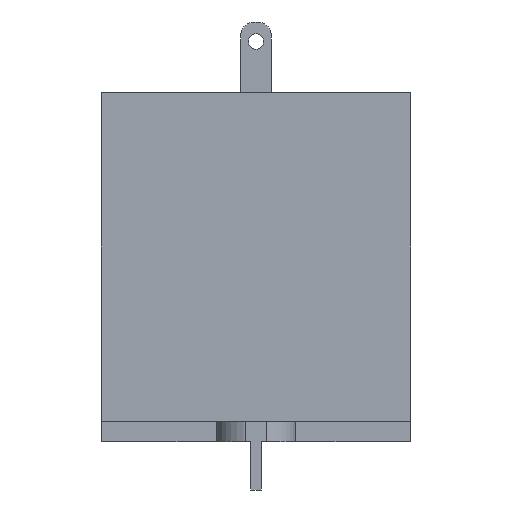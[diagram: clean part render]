
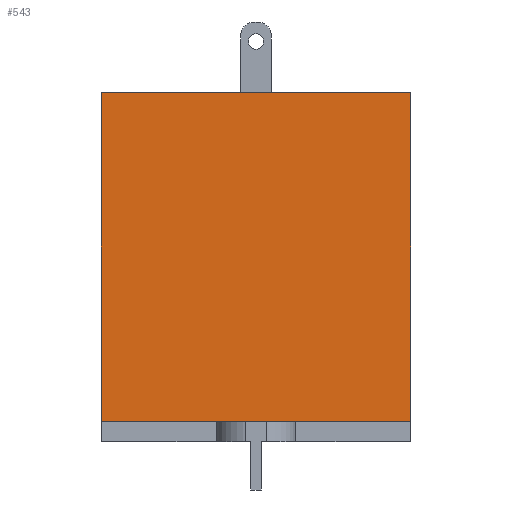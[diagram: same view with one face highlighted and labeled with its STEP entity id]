
A CAD part, left-side view. The second image highlights one B-rep face of the part: STEP entity #543.
In plain terms, the highlighted planar face has unit normal (-1, 0, 0).
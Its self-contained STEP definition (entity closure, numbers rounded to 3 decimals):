
#13=DIRECTION('',(0.,0.,1.));
#28=VECTOR('',#29,1.);
#29=DIRECTION('',(0.,-1.,0.));
#149=VERTEX_POINT('',#150);
#150=CARTESIAN_POINT('',(-1.75,-15.1,34.2));
#153=EDGE_CURVE('',#154,#149,#156,.T.);
#154=VERTEX_POINT('',#155);
#155=CARTESIAN_POINT('',(-1.75,-15.1,2.1));
#156=LINE('',#155,#157);
#157=VECTOR('',#13,1.);
#165=DIRECTION('',(-1.,0.,0.));
#506=EDGE_CURVE('',#507,#149,#509,.T.);
#507=VERTEX_POINT('',#508);
#508=CARTESIAN_POINT('',(-1.75,15.1,34.2));
#509=LINE('',#508,#28);
#543=ADVANCED_FACE('',(#544),#556,.T.);
#544=FACE_BOUND('',#545,.T.);
#545=EDGE_LOOP('',(#546,#551,#552,#553));
#546=ORIENTED_EDGE('',*,*,#547,.T.);
#547=EDGE_CURVE('',#548,#154,#550,.T.);
#548=VERTEX_POINT('',#549);
#549=CARTESIAN_POINT('',(-1.75,15.1,2.1));
#550=LINE('',#549,#28);
#551=ORIENTED_EDGE('',*,*,#153,.T.);
#552=ORIENTED_EDGE('',*,*,#506,.F.);
#553=ORIENTED_EDGE('',*,*,#554,.F.);
#554=EDGE_CURVE('',#548,#507,#555,.T.);
#555=LINE('',#549,#157);
#556=PLANE('',#557);
#557=AXIS2_PLACEMENT_3D('',#549,#165,#13);
